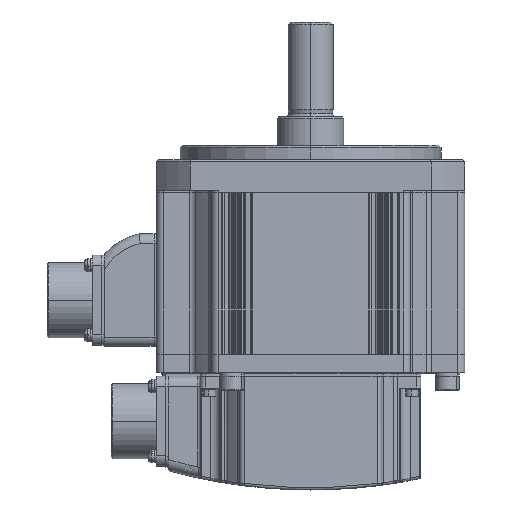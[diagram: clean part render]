
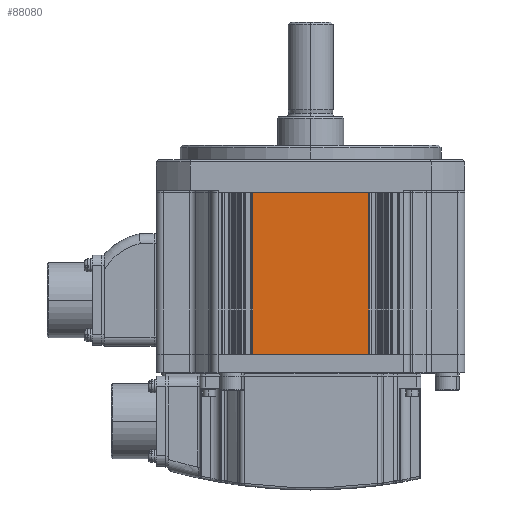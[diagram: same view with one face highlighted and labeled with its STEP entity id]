
A CAD part, left-side view. The second image highlights one B-rep face of the part: STEP entity #88080.
In plain terms, the highlighted planar face has unit normal (-1, 0, 0).
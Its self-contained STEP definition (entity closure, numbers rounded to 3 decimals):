
#6754 = ORIENTED_EDGE ( 'NONE', *, *, #87528, .F. ) ;
#6777 = ORIENTED_EDGE ( 'NONE', *, *, #87566, .T. ) ;
#6782 = ORIENTED_EDGE ( 'NONE', *, *, #87615, .F. ) ;
#6871 = ORIENTED_EDGE ( 'NONE', *, *, #87532, .T. ) ;
#25496 = CARTESIAN_POINT ( 'NONE',  ( -65., 24.5, -78. ) ) ;
#25603 = CARTESIAN_POINT ( 'NONE',  ( -65., -24.5, -10. ) ) ;
#25608 = CARTESIAN_POINT ( 'NONE',  ( -65., -24.5, -78. ) ) ;
#25634 = CARTESIAN_POINT ( 'NONE',  ( -65., 24.5, -10. ) ) ;
#32037 = VECTOR ( 'NONE', #34658, 1000. ) ;
#32074 = VECTOR ( 'NONE', #34638, 1000. ) ;
#32094 = VECTOR ( 'NONE', #34972, 1000. ) ;
#32192 = VECTOR ( 'NONE', #36409, 1000. ) ;
#34602 = CARTESIAN_POINT ( 'NONE',  ( -65., -24.5, -10. ) ) ;
#34638 = DIRECTION ( 'NONE',  ( 0., -1., 0. ) ) ;
#34642 = LINE ( 'NONE', #34656, #32037 ) ;
#34656 = CARTESIAN_POINT ( 'NONE',  ( -65., -24.5, -78. ) ) ;
#34658 = DIRECTION ( 'NONE',  ( 0., -1., 0. ) ) ;
#34667 = LINE ( 'NONE', #34602, #32074 ) ;
#34885 = LINE ( 'NONE', #34889, #32094 ) ;
#34889 = CARTESIAN_POINT ( 'NONE',  ( -65., 24.5, -10. ) ) ;
#34972 = DIRECTION ( 'NONE',  ( 0., 0., -1. ) ) ;
#36409 = DIRECTION ( 'NONE',  ( 0., 0., -1. ) ) ;
#36412 = LINE ( 'NONE', #36429, #32192 ) ;
#36429 = CARTESIAN_POINT ( 'NONE',  ( -65., -24.5, -10. ) ) ;
#36988 = AXIS2_PLACEMENT_3D ( 'NONE', #42110, #42149, #42129 ) ;
#42110 = CARTESIAN_POINT ( 'NONE',  ( -65., -24.5, -10. ) ) ;
#42129 = DIRECTION ( 'NONE',  ( 0., 0., -1. ) ) ;
#42131 = FACE_OUTER_BOUND ( 'NONE', #89670, .T. ) ;
#42149 = DIRECTION ( 'NONE',  ( 1., 0., 0. ) ) ;
#42171 = PLANE ( 'NONE',  #36988 ) ;
#78899 = VERTEX_POINT ( 'NONE', #25496 ) ;
#78984 = VERTEX_POINT ( 'NONE', #25634 ) ;
#78998 = VERTEX_POINT ( 'NONE', #25603 ) ;
#79010 = VERTEX_POINT ( 'NONE', #25608 ) ;
#87528 = EDGE_CURVE ( 'NONE', #78984, #78998, #34667, .T. ) ;
#87532 = EDGE_CURVE ( 'NONE', #78899, #79010, #34642, .T. ) ;
#87566 = EDGE_CURVE ( 'NONE', #78984, #78899, #34885, .T. ) ;
#87615 = EDGE_CURVE ( 'NONE', #78998, #79010, #36412, .T. ) ;
#88080 = ADVANCED_FACE ( 'NONE', ( #42131 ), #42171, .F. ) ;
#89670 = EDGE_LOOP ( 'NONE', ( #6871, #6782, #6754, #6777 ) ) ;
